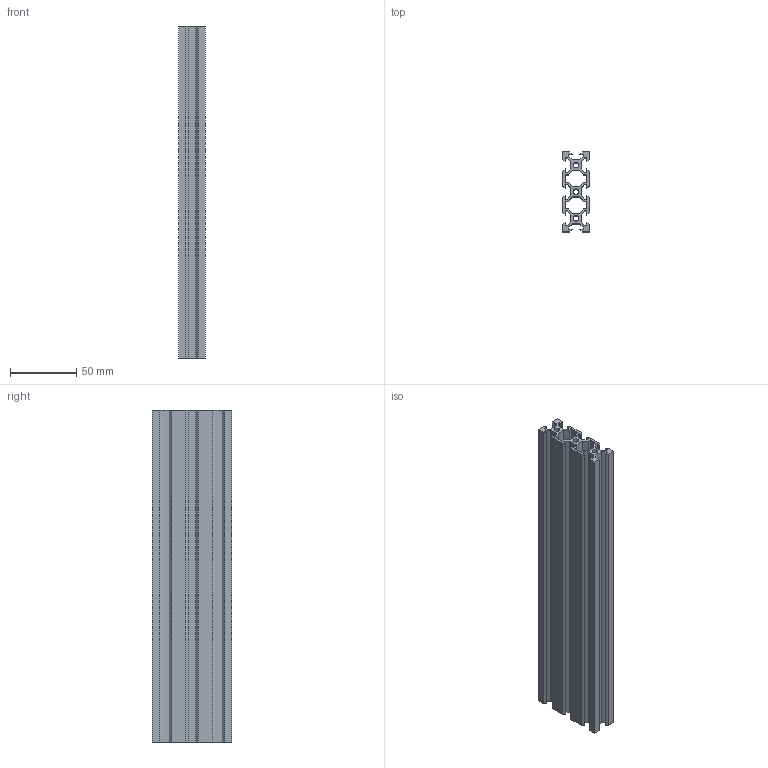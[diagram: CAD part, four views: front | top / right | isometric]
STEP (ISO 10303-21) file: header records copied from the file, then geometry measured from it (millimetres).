
FILE_DESCRIPTION(/* description */ (''),/* implementation_level */ '2;1');
FILE_NAME(/* name */ '20x60x250mm.stp',/* time_stamp */ '2016-04-17T18:28:21-07:00',/* author */ ('Ben'),/* organization */ (''),/* preprocessor_version */ 'ST-DEVELOPER v15.2',/* originating_system */ 'Autodesk Inventor 2014',/* authorisation */ '');
FILE_SCHEMA (('AUTOMOTIVE_DESIGN { 1 0 10303 214 3 1 1 }'));
Length unit declared in the file: millimetre
Products named in the file (1): 20x60x250mm
Bounding box: 20 x 60 x 250 mm (x, y, z)
Volume: 105838.1 mm3; surface area: 110934.3 mm2
Topology: 1 solids, 1 shells, 113 faces, 333 edges, 222 vertices
Faces by surface type: plane 110, cylinder 3
Full cylindrical faces by diameter (mm): 4.2 x3
Entity records: 3839 total; most frequent: CARTESIAN_POINT 666, ORIENTED_EDGE 660, DIRECTION 564, EDGE_CURVE 330, LINE 324, VECTOR 324, VERTEX_POINT 222, EDGE_LOOP 126
